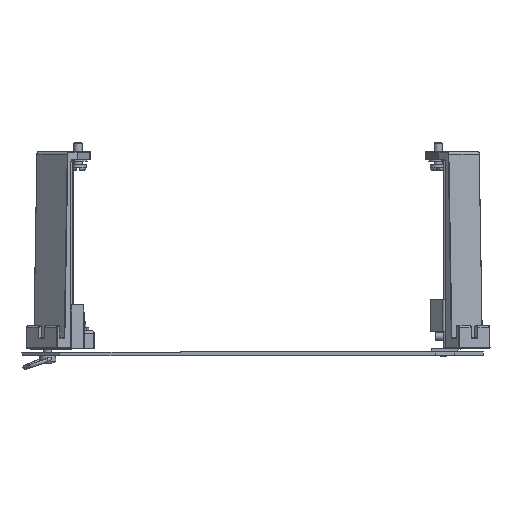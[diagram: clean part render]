
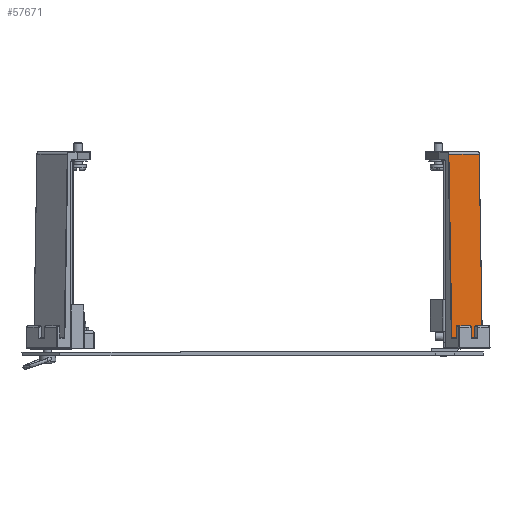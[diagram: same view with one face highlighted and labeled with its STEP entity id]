
A CAD part, front view. The second image highlights one B-rep face of the part: STEP entity #57671.
In plain terms, the highlighted planar face has unit normal (0.707, -0.707, 0.023).
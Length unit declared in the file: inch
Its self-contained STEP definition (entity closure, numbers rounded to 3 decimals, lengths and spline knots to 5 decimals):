
#3285 = VECTOR ( 'NONE', #17981, 39.37008 ) ;
#10774 = EDGE_CURVE ( 'NONE', #51558, #49654, #27982, .T. ) ;
#13852 = EDGE_CURVE ( 'NONE', #49654, #47653, #28713, .T. ) ;
#14076 = CARTESIAN_POINT ( 'NONE',  ( 4.43831, -6.13128, -4.768 ) ) ;
#15219 = VECTOR ( 'NONE', #66864, 39.37008 ) ;
#17981 = DIRECTION ( 'NONE',  ( -0.016, 0.016, 1. ) ) ;
#18307 = ORIENTED_EDGE ( 'NONE', *, *, #37364, .T. ) ;
#19291 = LINE ( 'NONE', #19978, #15219 ) ;
#19978 = CARTESIAN_POINT ( 'NONE',  ( 4.78479, -5.78479, -4.768 ) ) ;
#21479 = CARTESIAN_POINT ( 'NONE',  ( 5.13128, -5.43831, -4.768 ) ) ;
#27737 = CARTESIAN_POINT ( 'NONE',  ( 4.36921, -6.06217, -0.55861 ) ) ;
#27982 = LINE ( 'NONE', #33216, #35473 ) ;
#28307 = FACE_OUTER_BOUND ( 'NONE', #46390, .T. ) ;
#28713 = LINE ( 'NONE', #50045, #59103 ) ;
#29620 = AXIS2_PLACEMENT_3D ( 'NONE', #43016, #37760, #58757 ) ;
#31405 = ORIENTED_EDGE ( 'NONE', *, *, #44396, .T. ) ;
#33046 = LINE ( 'NONE', #55395, #3285 ) ;
#33216 = CARTESIAN_POINT ( 'NONE',  ( 4.71569, -5.71569, -0.55861 ) ) ;
#35473 = VECTOR ( 'NONE', #59128, 39.37008 ) ;
#36612 = CARTESIAN_POINT ( 'NONE',  ( 5.06217, -5.36921, -0.55861 ) ) ;
#37364 = EDGE_CURVE ( 'NONE', #51845, #51558, #33046, .T. ) ;
#37419 = PLANE ( 'NONE',  #29620 ) ;
#37760 = DIRECTION ( 'NONE',  ( 0.707, -0.707, 0.023 ) ) ;
#43016 = CARTESIAN_POINT ( 'NONE',  ( 4.71473, -5.71473, -0.5 ) ) ;
#44396 = EDGE_CURVE ( 'NONE', #47653, #51845, #19291, .T. ) ;
#46390 = EDGE_LOOP ( 'NONE', ( #50722, #69205, #31405, #18307 ) ) ;
#47653 = VERTEX_POINT ( 'NONE', #14076 ) ;
#49654 = VERTEX_POINT ( 'NONE', #27737 ) ;
#50045 = CARTESIAN_POINT ( 'NONE',  ( 4.36824, -6.06121, -0.5 ) ) ;
#50722 = ORIENTED_EDGE ( 'NONE', *, *, #10774, .T. ) ;
#51558 = VERTEX_POINT ( 'NONE', #36612 ) ;
#51845 = VERTEX_POINT ( 'NONE', #21479 ) ;
#55395 = CARTESIAN_POINT ( 'NONE',  ( 5.06121, -5.36824, -0.5 ) ) ;
#57671 = ADVANCED_FACE ( 'NONE', ( #28307 ), #37419, .T. ) ;
#58757 = DIRECTION ( 'NONE',  ( -0.016, 0.016, 1. ) ) ;
#59103 = VECTOR ( 'NONE', #66124, 39.37008 ) ;
#59128 = DIRECTION ( 'NONE',  ( -0.707, -0.707, 0. ) ) ;
#66124 = DIRECTION ( 'NONE',  ( 0.016, -0.016, -1. ) ) ;
#66864 = DIRECTION ( 'NONE',  ( 0.707, 0.707, 0. ) ) ;
#69205 = ORIENTED_EDGE ( 'NONE', *, *, #13852, .T. ) ;
